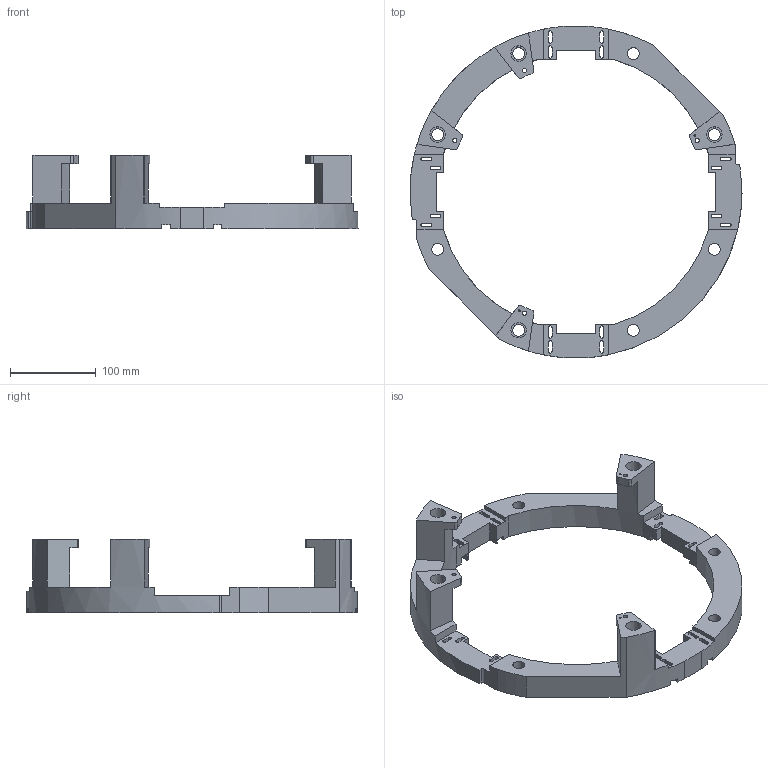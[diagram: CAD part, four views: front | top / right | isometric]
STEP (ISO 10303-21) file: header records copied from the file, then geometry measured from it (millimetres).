
FILE_DESCRIPTION(('STEP AP214'), '1');
FILE_NAME('扻錪犩', '', ('UNSPECIFIED'), ('UNSPECIFIED'), 'ASCON STEP Converter 1.6', 'ASCON Math Kernel', '');
FILE_SCHEMA(('AUTOMOTIVE_DESIGN { 1 0 10303 214 3 1 1}'));
Length unit declared in the file: millimetre
Bounding box: 387.99 x 387 x 86 mm (x, y, z)
Volume: 1108969.5 mm3; surface area: 199198.8 mm2
Topology: 1 solids, 1 shells, 230 faces, 656 edges, 434 vertices
Faces by surface type: plane 144, cylinder 86
Full cylindrical faces by diameter (mm): 2.2 x2, 4.917 x4, 14 x8, 18 x4
Entity records: 9434 total; most frequent: CARTESIAN_POINT 1303, DIRECTION 1301, ORIENTED_EDGE 1276, EDGE_CURVE 638, LINE 437, VECTOR 437, VERTEX_POINT 434, AXIS2_PLACEMENT_3D 432
